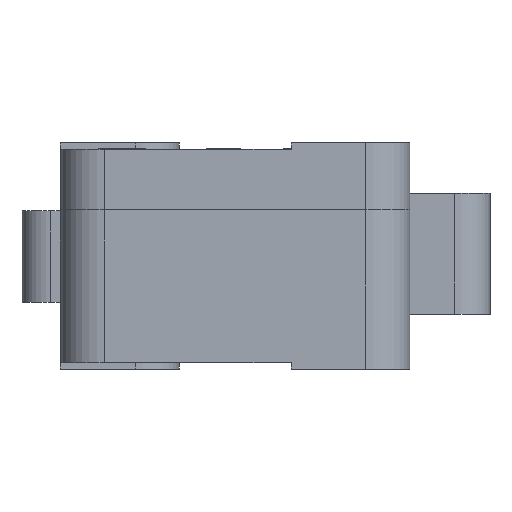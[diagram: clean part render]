
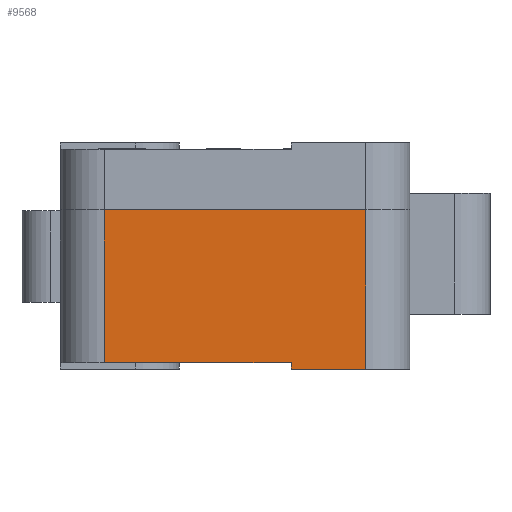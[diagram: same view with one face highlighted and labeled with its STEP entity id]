
A CAD part, left-side view. The second image highlights one B-rep face of the part: STEP entity #9568.
In plain terms, the highlighted planar face has unit normal (-1, 0, 0).
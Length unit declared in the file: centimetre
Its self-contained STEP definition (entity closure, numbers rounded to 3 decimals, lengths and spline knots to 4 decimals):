
#1015=FACE_OUTER_BOUND('',#1571,.T.);
#1571=EDGE_LOOP('',(#8696,#8697,#8698,#8699,#8700,#8701));
#2341=LINE('',#15632,#3375);
#2648=LINE('',#17457,#3682);
#2651=LINE('',#17465,#3685);
#2656=LINE('',#17477,#3690);
#2659=LINE('',#17483,#3693);
#2671=LINE('',#17513,#3705);
#3375=VECTOR('',#11155,1.);
#3682=VECTOR('',#11834,1.);
#3685=VECTOR('',#11841,1.);
#3690=VECTOR('',#11858,1.);
#3693=VECTOR('',#11867,1.);
#3705=VECTOR('',#11905,1.);
#4412=VERTEX_POINT('',#15619);
#4416=VERTEX_POINT('',#15631);
#4603=VERTEX_POINT('',#17453);
#4604=VERTEX_POINT('',#17455);
#4607=VERTEX_POINT('',#17464);
#4608=VERTEX_POINT('',#17475);
#5554=EDGE_CURVE('',#4416,#4412,#2341,.T.);
#5955=EDGE_CURVE('',#4603,#4604,#2648,.T.);
#5959=EDGE_CURVE('',#4607,#4603,#2651,.T.);
#5966=EDGE_CURVE('',#4608,#4604,#2656,.T.);
#5969=EDGE_CURVE('',#4607,#4412,#2659,.T.);
#5983=EDGE_CURVE('',#4608,#4416,#2671,.T.);
#8696=ORIENTED_EDGE('',*,*,#5554,.T.);
#8697=ORIENTED_EDGE('',*,*,#5969,.F.);
#8698=ORIENTED_EDGE('',*,*,#5959,.T.);
#8699=ORIENTED_EDGE('',*,*,#5955,.T.);
#8700=ORIENTED_EDGE('',*,*,#5966,.F.);
#8701=ORIENTED_EDGE('',*,*,#5983,.T.);
#9062=PLANE('',#10013);
#9568=ADVANCED_FACE('',(#1015),#9062,.T.);
#10013=AXIS2_PLACEMENT_3D('',#17512,#11903,#11904);
#11155=DIRECTION('',(0.,1.,0.));
#11834=DIRECTION('',(0.,0.,-1.));
#11841=DIRECTION('',(0.,-1.,0.));
#11858=DIRECTION('',(0.,1.,0.));
#11867=DIRECTION('',(0.,0.,1.));
#11903=DIRECTION('center_axis',(-1.,0.,0.));
#11904=DIRECTION('ref_axis',(0.,0.,1.));
#11905=DIRECTION('',(0.,0.,1.));
#15619=CARTESIAN_POINT('',(-2.89,0.6425,0.725));
#15631=CARTESIAN_POINT('',(-2.89,-0.5475,0.725));
#15632=CARTESIAN_POINT('',(-2.89,0.1476,0.725));
#17453=CARTESIAN_POINT('',(-2.89,-0.2075,0.03));
#17455=CARTESIAN_POINT('',(-2.89,-0.2075,0.));
#17457=CARTESIAN_POINT('',(-2.89,-0.2075,0.));
#17464=CARTESIAN_POINT('',(-2.89,0.6425,0.03));
#17465=CARTESIAN_POINT('',(-2.89,-0.2457,0.03));
#17475=CARTESIAN_POINT('',(-2.89,-0.5475,0.));
#17477=CARTESIAN_POINT('',(-2.89,-0.5475,0.));
#17483=CARTESIAN_POINT('',(-2.89,0.6425,0.));
#17512=CARTESIAN_POINT('Origin',(-2.89,-0.5475,0.));
#17513=CARTESIAN_POINT('',(-2.89,-0.5475,0.));
